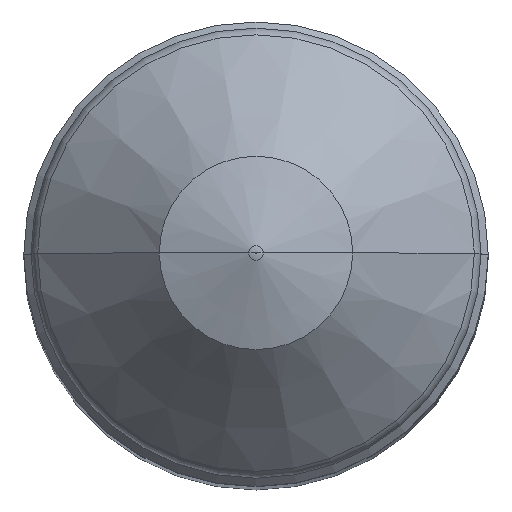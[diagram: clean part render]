
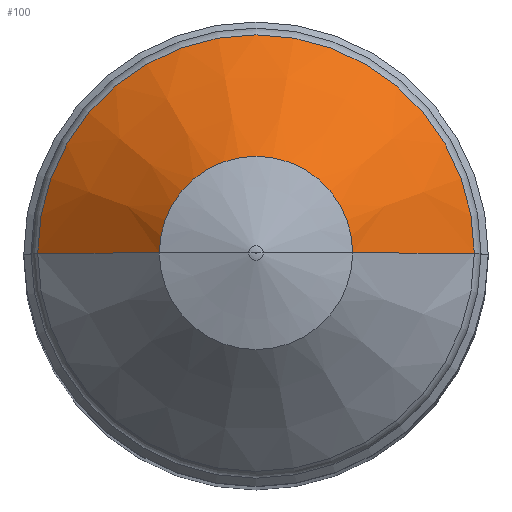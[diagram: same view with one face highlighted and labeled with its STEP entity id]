
A CAD part, top view. The second image highlights one B-rep face of the part: STEP entity #100.
In plain terms, the highlighted conical face has half-angle 45 degrees and reference radius 3.329 mm.
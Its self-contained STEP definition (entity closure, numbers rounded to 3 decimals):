
#81 = VERTEX_POINT ( 'NONE', #496 ) ;
#100 = ADVANCED_FACE ( 'NONE', ( #487 ), #510, .T. ) ;
#101 = ORIENTED_EDGE ( 'NONE', *, *, #170, .T. ) ;
#102 = VERTEX_POINT ( 'NONE', #486 ) ;
#132 = VERTEX_POINT ( 'NONE', #820 ) ;
#133 = VERTEX_POINT ( 'NONE', #775 ) ;
#135 = ORIENTED_EDGE ( 'NONE', *, *, #253, .T. ) ;
#137 = EDGE_LOOP ( 'NONE', ( #101, #135, #247, #244 ) ) ;
#170 = EDGE_CURVE ( 'NONE', #102, #81, #734, .T. ) ;
#244 = ORIENTED_EDGE ( 'NONE', *, *, #257, .F. ) ;
#247 = ORIENTED_EDGE ( 'NONE', *, *, #261, .F. ) ;
#253 = EDGE_CURVE ( 'NONE', #81, #132, #865, .T. ) ;
#257 = EDGE_CURVE ( 'NONE', #102, #133, #850, .T. ) ;
#261 = EDGE_CURVE ( 'NONE', #133, #132, #970, .T. ) ;
#471 = DIRECTION ( 'NONE',  ( -1., 0., 0. ) ) ;
#486 = CARTESIAN_POINT ( 'NONE',  ( -3.329, 0., 96.302 ) ) ;
#487 = FACE_OUTER_BOUND ( 'NONE', #137, .T. ) ;
#489 = AXIS2_PLACEMENT_3D ( 'NONE', #601, #521, #471 ) ;
#496 = CARTESIAN_POINT ( 'NONE',  ( 3.329, 0., 96.302 ) ) ;
#510 = CONICAL_SURFACE ( 'NONE', #489, 3.329, 0.785 ) ;
#521 = DIRECTION ( 'NONE',  ( 0., 0., -1. ) ) ;
#601 = CARTESIAN_POINT ( 'NONE',  ( 0., 0., 96.302 ) ) ;
#644 = AXIS2_PLACEMENT_3D ( 'NONE', #761, #731, #730 ) ;
#730 = DIRECTION ( 'NONE',  ( -1., 0., 0. ) ) ;
#731 = DIRECTION ( 'NONE',  ( 0., 0., -1. ) ) ;
#734 = CIRCLE ( 'NONE', #644, 3.329 ) ;
#761 = CARTESIAN_POINT ( 'NONE',  ( 0., 0., 96.302 ) ) ;
#775 = CARTESIAN_POINT ( 'NONE',  ( -7.52, 0., 92.112 ) ) ;
#820 = CARTESIAN_POINT ( 'NONE',  ( 7.52, 0., 92.112 ) ) ;
#846 = DIRECTION ( 'NONE',  ( -0.707, 0., -0.707 ) ) ;
#847 = VECTOR ( 'NONE', #846, 1000. ) ;
#848 = CARTESIAN_POINT ( 'NONE',  ( -3.329, 0., 96.302 ) ) ;
#850 = LINE ( 'NONE', #848, #847 ) ;
#851 = AXIS2_PLACEMENT_3D ( 'NONE', #969, #962, #961 ) ;
#852 = DIRECTION ( 'NONE',  ( 0.707, 0., -0.707 ) ) ;
#853 = VECTOR ( 'NONE', #852, 1000. ) ;
#864 = CARTESIAN_POINT ( 'NONE',  ( 3.329, 0., 96.302 ) ) ;
#865 = LINE ( 'NONE', #864, #853 ) ;
#961 = DIRECTION ( 'NONE',  ( -1., 0., 0. ) ) ;
#962 = DIRECTION ( 'NONE',  ( 0., 0., -1. ) ) ;
#969 = CARTESIAN_POINT ( 'NONE',  ( 0., 0., 92.112 ) ) ;
#970 = CIRCLE ( 'NONE', #851, 7.52 ) ;
